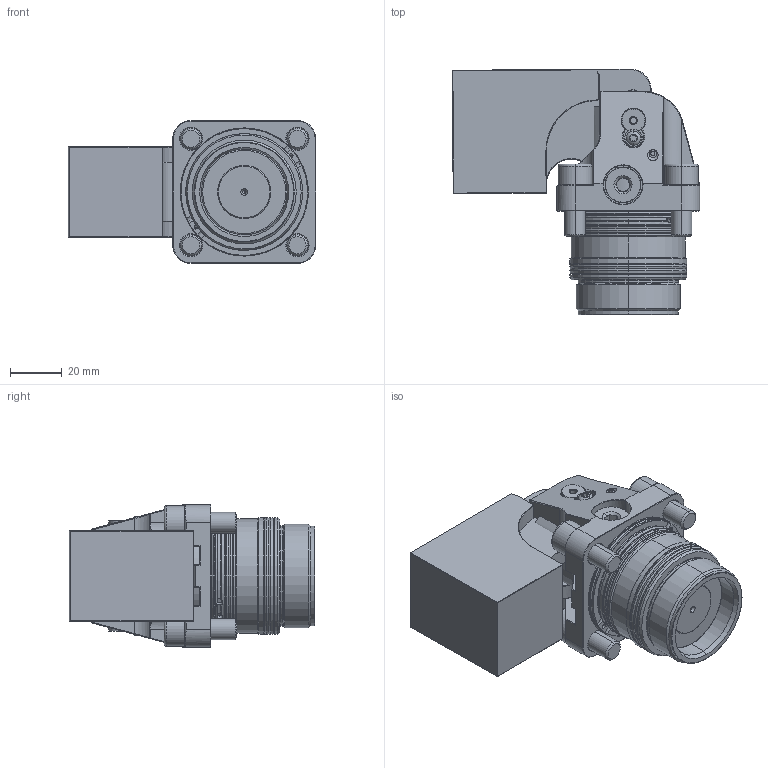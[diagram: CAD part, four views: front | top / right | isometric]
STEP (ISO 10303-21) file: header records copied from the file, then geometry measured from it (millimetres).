
FILE_DESCRIPTION (( 'STEP AP214' ), '1' );
FILE_NAME ('DLSP-A3308-020.step', '2025-12-19T09:52:32', ( '' ), ( '' ), 'SwSTEP 2.0', 'SolidWorks 2025', '' );
FILE_SCHEMA (( 'AUTOMOTIVE_DESIGN' ));
Length unit declared in the file: millimetre
Products named in the file (1): DLSP-A3308-020
Bounding box: 95.23 x 94.57 x 55 mm (x, y, z)
Volume: 222252.6 mm3; surface area: 50885.2 mm2
Topology: 18 solids, 19 shells, 905 faces, 2075 edges, 1236 vertices
Faces by surface type: plane 318, cone 247, cylinder 232, torus 82, bspline 22, sphere 4
Entity records: 30450 total; most frequent: CARTESIAN_POINT 9983, DIRECTION 4377, ORIENTED_EDGE 4118, EDGE_CURVE 2059, AXIS2_PLACEMENT_3D 1711, VERTEX_POINT 1236, EDGE_LOOP 975, LINE 955
